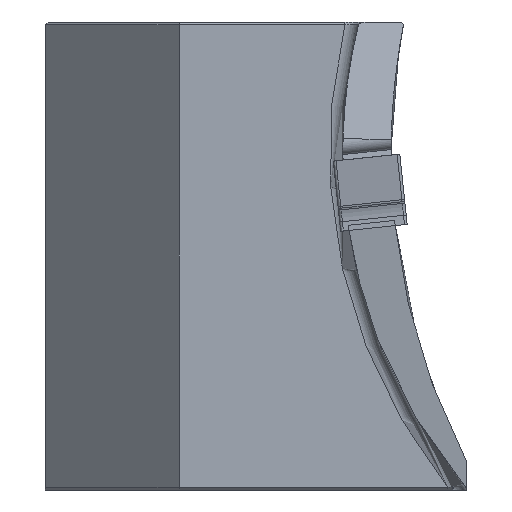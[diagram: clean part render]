
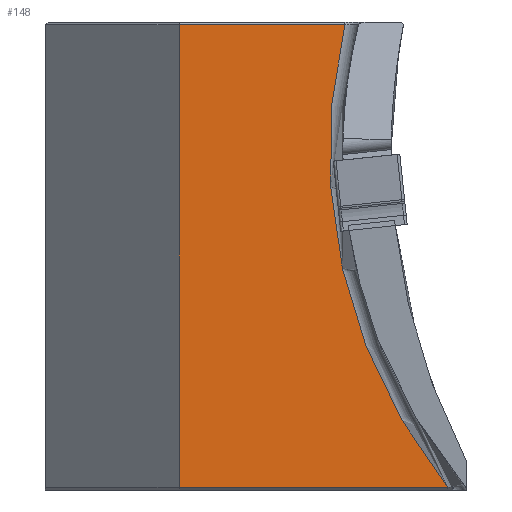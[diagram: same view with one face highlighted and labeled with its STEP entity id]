
A CAD part, left-side view. The second image highlights one B-rep face of the part: STEP entity #148.
In plain terms, the highlighted planar face has unit normal (-1, 0, 0).
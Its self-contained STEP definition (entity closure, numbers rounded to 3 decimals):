
#85=CIRCLE('',#1379,40.);
#148=ADVANCED_FACE('',(#268),#221,.F.);
#221=PLANE('',#1380);
#268=FACE_OUTER_BOUND('',#343,.T.);
#343=EDGE_LOOP('',(#505,#506,#507,#508));
#505=ORIENTED_EDGE('',*,*,#983,.T.);
#506=ORIENTED_EDGE('',*,*,#984,.T.);
#507=ORIENTED_EDGE('',*,*,#985,.T.);
#508=ORIENTED_EDGE('',*,*,#986,.T.);
#852=VERTEX_POINT('',#2052);
#853=VERTEX_POINT('',#2053);
#854=VERTEX_POINT('',#2055);
#855=VERTEX_POINT('',#2057);
#983=EDGE_CURVE('',#852,#853,#85,.T.);
#984=EDGE_CURVE('',#853,#854,#1151,.T.);
#985=EDGE_CURVE('',#854,#855,#1152,.T.);
#986=EDGE_CURVE('',#855,#852,#1153,.T.);
#1151=LINE('',#2054,#1271);
#1152=LINE('',#2056,#1272);
#1153=LINE('',#2058,#1273);
#1271=VECTOR('',#1577,1.);
#1272=VECTOR('',#1578,1.);
#1273=VECTOR('',#1579,1.);
#1379=AXIS2_PLACEMENT_3D('',#2051,#1575,#1576);
#1380=AXIS2_PLACEMENT_3D('',#2059,#1580,#1581);
#1575=DIRECTION('',(1.,0.,0.));
#1576=DIRECTION('',(0.,0.,-1.));
#1577=DIRECTION('',(0.,1.,0.));
#1578=DIRECTION('',(0.,0.,-1.));
#1579=DIRECTION('',(0.,-1.,0.));
#1580=DIRECTION('',(1.,0.,0.));
#1581=DIRECTION('',(0.,0.,-1.));
#2051=CARTESIAN_POINT('',(33.,-61.25,0.3));
#2052=CARTESIAN_POINT('',(33.,-30.105,-24.8));
#2053=CARTESIAN_POINT('',(33.,-22.394,9.8));
#2054=CARTESIAN_POINT('',(33.,-61.25,9.8));
#2055=CARTESIAN_POINT('',(33.,-10.,9.8));
#2056=CARTESIAN_POINT('',(33.,-10.,10.));
#2057=CARTESIAN_POINT('',(33.,-10.,-24.8));
#2058=CARTESIAN_POINT('',(33.,-61.25,-24.8));
#2059=CARTESIAN_POINT('',(33.,-61.25,0.3));
